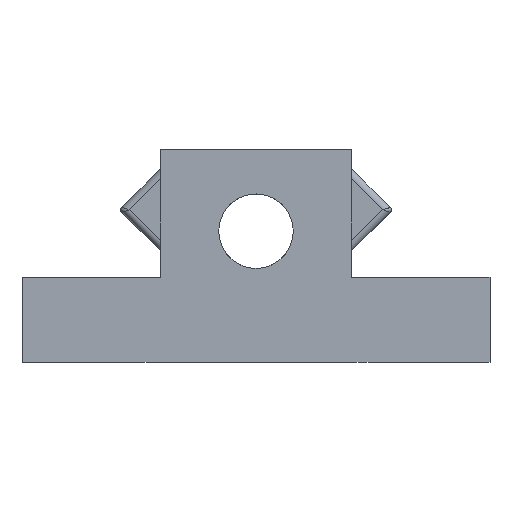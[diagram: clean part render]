
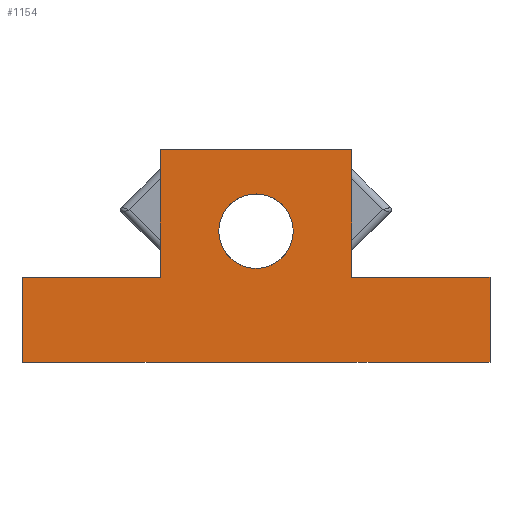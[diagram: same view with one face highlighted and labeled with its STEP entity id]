
A CAD part, front view. The second image highlights one B-rep face of the part: STEP entity #1154.
In plain terms, the highlighted planar face has unit normal (0, -1, 0).
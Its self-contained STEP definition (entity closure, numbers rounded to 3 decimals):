
#68=PLANE('',#1284);
#97=FACE_BOUND('',#266,.T.);
#171=FACE_OUTER_BOUND('',#265,.T.);
#265=EDGE_LOOP('',(#1051,#1052,#1053,#1054,#1055,#1056,#1057,#1058));
#266=EDGE_LOOP('',(#1059));
#300=LINE('',#2028,#393);
#316=LINE('',#2073,#409);
#338=LINE('',#2123,#431);
#344=LINE('',#2138,#437);
#346=LINE('',#2142,#439);
#355=LINE('',#2193,#448);
#358=LINE('',#2198,#451);
#359=LINE('',#2200,#452);
#393=VECTOR('',#1430,10.);
#409=VECTOR('',#1470,10.);
#431=VECTOR('',#1516,10.);
#437=VECTOR('',#1534,10.);
#439=VECTOR('',#1538,10.);
#448=VECTOR('',#1601,10.);
#451=VECTOR('',#1606,10.);
#452=VECTOR('',#1609,10.);
#476=CIRCLE('',#1249,2.625);
#540=VERTEX_POINT('',#2025);
#541=VERTEX_POINT('',#2027);
#554=VERTEX_POINT('',#2070);
#555=VERTEX_POINT('',#2072);
#571=VERTEX_POINT('',#2121);
#572=VERTEX_POINT('',#2125);
#575=VERTEX_POINT('',#2140);
#590=VERTEX_POINT('',#2192);
#591=VERTEX_POINT('',#2196);
#664=EDGE_CURVE('',#541,#540,#300,.T.);
#686=EDGE_CURVE('',#555,#554,#316,.T.);
#711=EDGE_CURVE('',#571,#541,#338,.T.);
#713=EDGE_CURVE('',#572,#572,#476,.T.);
#718=EDGE_CURVE('',#554,#571,#344,.T.);
#720=EDGE_CURVE('',#540,#575,#346,.T.);
#743=EDGE_CURVE('',#575,#590,#355,.T.);
#746=EDGE_CURVE('',#590,#591,#358,.T.);
#747=EDGE_CURVE('',#591,#555,#359,.T.);
#1051=ORIENTED_EDGE('',*,*,#718,.T.);
#1052=ORIENTED_EDGE('',*,*,#711,.T.);
#1053=ORIENTED_EDGE('',*,*,#664,.T.);
#1054=ORIENTED_EDGE('',*,*,#720,.T.);
#1055=ORIENTED_EDGE('',*,*,#743,.T.);
#1056=ORIENTED_EDGE('',*,*,#746,.T.);
#1057=ORIENTED_EDGE('',*,*,#747,.T.);
#1058=ORIENTED_EDGE('',*,*,#686,.T.);
#1059=ORIENTED_EDGE('',*,*,#713,.T.);
#1154=ADVANCED_FACE('',(#171,#97),#68,.F.);
#1249=AXIS2_PLACEMENT_3D('',#2127,#1520,#1521);
#1284=AXIS2_PLACEMENT_3D('',#2201,#1610,#1611);
#1430=DIRECTION('',(0.,0.,-1.));
#1470=DIRECTION('',(-1.,0.,0.));
#1516=DIRECTION('',(-1.,0.,0.));
#1520=DIRECTION('center_axis',(0.,1.,0.));
#1521=DIRECTION('ref_axis',(-1.,0.,0.));
#1534=DIRECTION('',(0.,0.,1.));
#1538=DIRECTION('',(-1.,0.,0.));
#1601=DIRECTION('',(0.,0.,-1.));
#1606=DIRECTION('',(1.,0.,0.));
#1609=DIRECTION('',(0.,0.,1.));
#1610=DIRECTION('center_axis',(0.,1.,0.));
#1611=DIRECTION('ref_axis',(1.,0.,0.));
#2025=CARTESIAN_POINT('',(-6.75,0.,-9.));
#2027=CARTESIAN_POINT('',(-6.75,0.,0.));
#2028=CARTESIAN_POINT('',(-6.75,0.,-7.142));
#2070=CARTESIAN_POINT('',(6.75,0.,-9.));
#2072=CARTESIAN_POINT('',(16.5,0.,-9.));
#2073=CARTESIAN_POINT('',(16.5,0.,-9.));
#2121=CARTESIAN_POINT('',(6.75,0.,0.));
#2123=CARTESIAN_POINT('',(6.75,0.,0.));
#2125=CARTESIAN_POINT('',(2.625,0.,-5.75));
#2127=CARTESIAN_POINT('Origin',(0.,0.,-5.75));
#2138=CARTESIAN_POINT('',(6.75,0.,-1.349));
#2140=CARTESIAN_POINT('',(-16.5,0.,-9.));
#2142=CARTESIAN_POINT('',(-6.75,0.,-9.));
#2192=CARTESIAN_POINT('',(-16.5,0.,-15.));
#2193=CARTESIAN_POINT('',(-16.5,0.,-9.));
#2196=CARTESIAN_POINT('',(16.5,0.,-15.));
#2198=CARTESIAN_POINT('',(-16.5,0.,-15.));
#2200=CARTESIAN_POINT('',(16.5,0.,-15.));
#2201=CARTESIAN_POINT('Origin',(0.,0.,-7.5));
